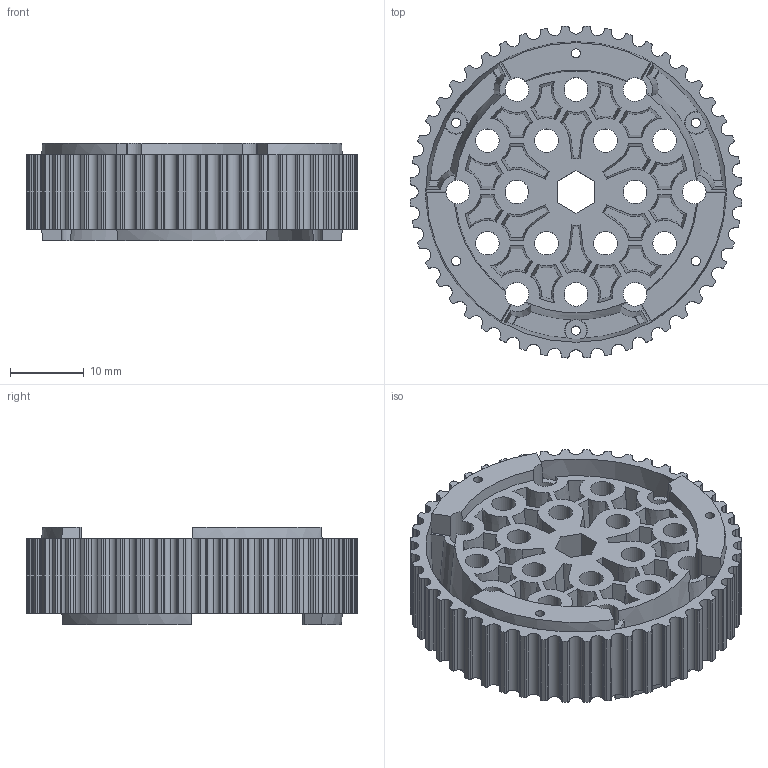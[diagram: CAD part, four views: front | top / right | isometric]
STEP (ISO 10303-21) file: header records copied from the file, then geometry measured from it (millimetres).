
FILE_DESCRIPTION (( 'STEP AP203' ), '1' );
FILE_NAME ('REV-41-1676.STEP', '2019-08-01T22:16:29', ( '' ), ( '' ), 'SwSTEP 2.0', 'SolidWorks 2018', '' );
FILE_SCHEMA (( 'CONFIG_CONTROL_DESIGN' ));
Length unit declared in the file: millimetre
Products named in the file (1): REV-41-1676
Bounding box: 44.92 x 44.92 x 13.2 mm (x, y, z)
Volume: 9122.9 mm3; surface area: 11746.1 mm2
Topology: 1 solids, 1 shells, 813 faces, 2415 edges, 1606 vertices
Faces by surface type: cylinder 391, plane 220, cone 202
Entity records: 28478 total; most frequent: CARTESIAN_POINT 6101, DIRECTION 4951, ORIENTED_EDGE 4830, EDGE_CURVE 2415, AXIS2_PLACEMENT_3D 2116, VERTEX_POINT 1606, CIRCLE 1302, EDGE_LOOP 889
